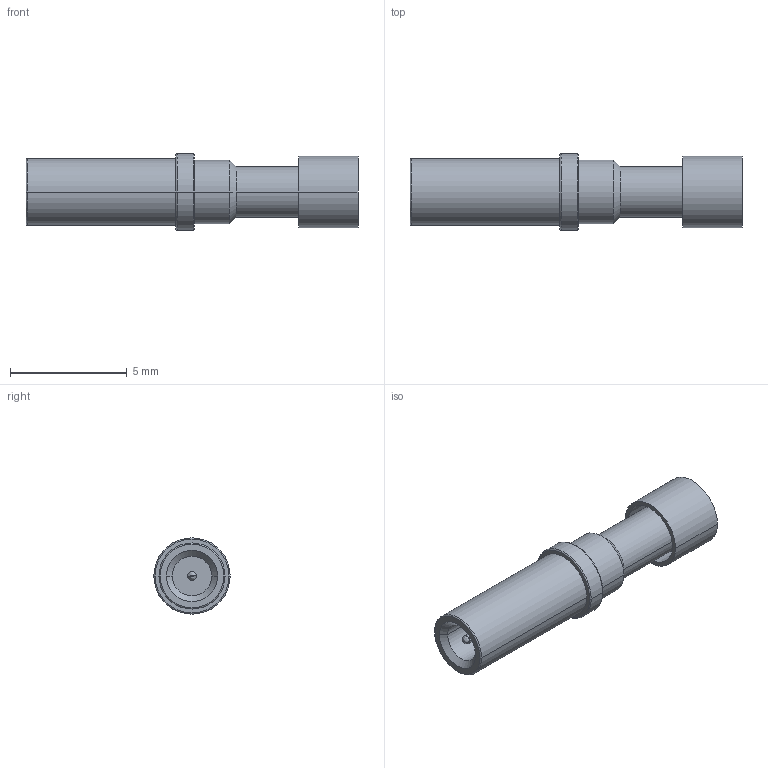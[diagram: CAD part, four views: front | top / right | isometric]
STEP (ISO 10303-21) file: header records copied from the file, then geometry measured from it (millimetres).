
FILE_DESCRIPTION((''),'2;1');
FILE_NAME('00170450002','2020-09-17T',('presta_be4'),(''),'CREO PARAMETRIC BY PTC INC, 2018360','CREO PARAMETRIC BY PTC INC, 2018360','');
FILE_SCHEMA(('CONFIG_CONTROL_DESIGN'));
Length unit declared in the file: millimetre
Products named in the file (1): 00170450002
Bounding box: 14.22 x 3.27 x 3.27 mm (x, y, z)
Volume: 62.4 mm3; surface area: 227.1 mm2
Topology: 2 solids, 2 shells, 38 faces, 76 edges, 45 vertices
Faces by surface type: cylinder 18, plane 8, torus 6, cone 4, bspline 2
Entity records: 1191 total; most frequent: CARTESIAN_POINT 336, DIRECTION 194, ORIENTED_EDGE 148, AXIS2_PLACEMENT_3D 86, EDGE_CURVE 74, CIRCLE 50, VERTEX_POINT 45, EDGE_LOOP 45
